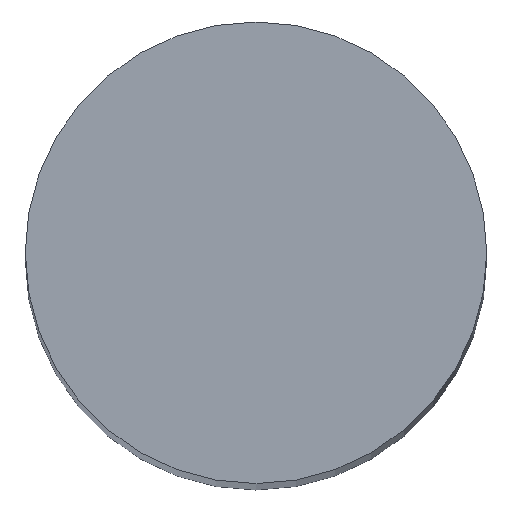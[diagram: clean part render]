
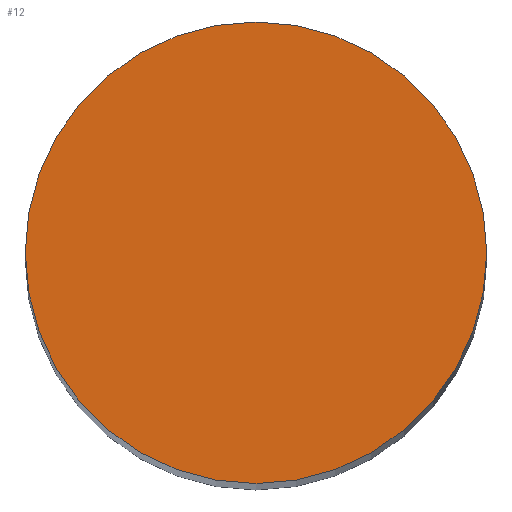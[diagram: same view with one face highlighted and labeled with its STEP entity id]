
A CAD part, top view. The second image highlights one B-rep face of the part: STEP entity #12.
In plain terms, the highlighted planar face has unit normal (0, 0, 1).
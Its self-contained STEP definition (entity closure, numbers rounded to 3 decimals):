
#3 = AXIS2_PLACEMENT_3D ( 'NONE', #103, #140, #152 ) ;
#8 = VERTEX_POINT ( 'NONE', #58 ) ;
#11 = CIRCLE ( 'NONE', #3, 1.5 ) ;
#12 = ADVANCED_FACE ( 'NONE', ( #44 ), #129, .T. ) ;
#13 = DIRECTION ( 'NONE',  ( 1., 0., 0. ) ) ;
#14 = CARTESIAN_POINT ( 'NONE',  ( 1.5, 0., 24. ) ) ;
#16 = DIRECTION ( 'NONE',  ( 0., 0., 1. ) ) ;
#27 = CARTESIAN_POINT ( 'NONE',  ( 0., 0., 24. ) ) ;
#31 = ORIENTED_EDGE ( 'NONE', *, *, #63, .T. ) ;
#44 = FACE_OUTER_BOUND ( 'NONE', #162, .T. ) ;
#57 = CARTESIAN_POINT ( 'NONE',  ( 0., 0., 24. ) ) ;
#58 = CARTESIAN_POINT ( 'NONE',  ( -1.5, 0., 24. ) ) ;
#63 = EDGE_CURVE ( 'NONE', #8, #67, #11, .T. ) ;
#67 = VERTEX_POINT ( 'NONE', #14 ) ;
#72 = DIRECTION ( 'NONE',  ( 0., 0., 1. ) ) ;
#73 = EDGE_CURVE ( 'NONE', #67, #8, #98, .T. ) ;
#98 = CIRCLE ( 'NONE', #107, 1.5 ) ;
#103 = CARTESIAN_POINT ( 'NONE',  ( 0., 0., 24. ) ) ;
#107 = AXIS2_PLACEMENT_3D ( 'NONE', #27, #72, #131 ) ;
#123 = AXIS2_PLACEMENT_3D ( 'NONE', #57, #16, #13 ) ;
#127 = ORIENTED_EDGE ( 'NONE', *, *, #73, .T. ) ;
#129 = PLANE ( 'NONE',  #123 ) ;
#131 = DIRECTION ( 'NONE',  ( 1., 0., 0. ) ) ;
#140 = DIRECTION ( 'NONE',  ( 0., 0., 1. ) ) ;
#152 = DIRECTION ( 'NONE',  ( 1., 0., 0. ) ) ;
#162 = EDGE_LOOP ( 'NONE', ( #31, #127 ) ) ;
